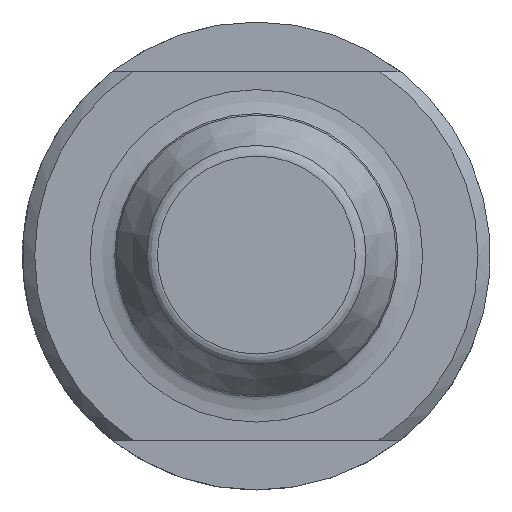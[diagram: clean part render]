
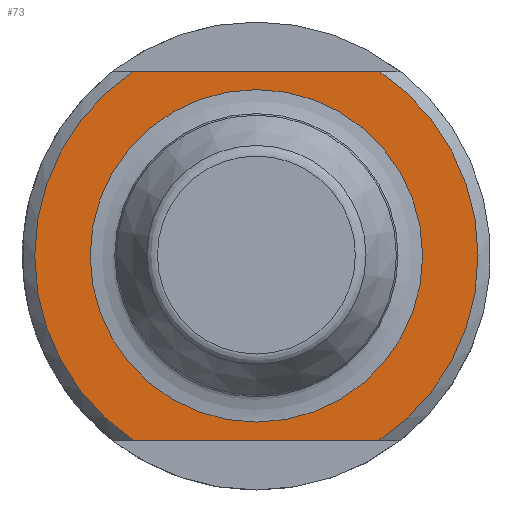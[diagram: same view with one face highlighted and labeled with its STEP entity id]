
A CAD part, top view. The second image highlights one B-rep face of the part: STEP entity #73.
In plain terms, the highlighted planar face has unit normal (0, 0, 1).
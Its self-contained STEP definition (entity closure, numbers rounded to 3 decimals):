
#38=PLANE('',#464);
#73=ADVANCED_FACE('',(#128,#129),#38,.T.);
#114=LINE('',#708,#122);
#115=LINE('',#709,#123);
#122=VECTOR('',#549,1.);
#123=VECTOR('',#550,1.);
#128=FACE_BOUND('',#180,.T.);
#129=FACE_BOUND('',#181,.T.);
#180=EDGE_LOOP('',(#251,#252,#253,#254));
#181=EDGE_LOOP('',(#255));
#251=ORIENTED_EDGE('',*,*,#372,.F.);
#252=ORIENTED_EDGE('',*,*,#369,.T.);
#253=ORIENTED_EDGE('',*,*,#373,.T.);
#254=ORIENTED_EDGE('',*,*,#367,.T.);
#255=ORIENTED_EDGE('',*,*,#374,.T.);
#329=VERTEX_POINT('',#688);
#330=VERTEX_POINT('',#690);
#331=VERTEX_POINT('',#697);
#332=VERTEX_POINT('',#698);
#333=VERTEX_POINT('',#711);
#367=EDGE_CURVE('',#330,#329,#405,.T.);
#369=EDGE_CURVE('',#331,#332,#406,.T.);
#372=EDGE_CURVE('',#331,#329,#114,.T.);
#373=EDGE_CURVE('',#332,#330,#115,.T.);
#374=EDGE_CURVE('',#333,#333,#407,.T.);
#405=CIRCLE('',#459,18.);
#406=CIRCLE('',#461,18.);
#407=CIRCLE('',#463,13.5);
#459=AXIS2_PLACEMENT_3D('',#689,#541,#542);
#461=AXIS2_PLACEMENT_3D('',#696,#545,#546);
#463=AXIS2_PLACEMENT_3D('',#710,#551,#552);
#464=AXIS2_PLACEMENT_3D('',#712,#553,#554);
#541=DIRECTION('',(0.,0.,1.));
#542=DIRECTION('',(0.,-1.,0.));
#545=DIRECTION('',(0.,0.,1.));
#546=DIRECTION('',(0.,-1.,0.));
#549=DIRECTION('',(1.,0.,0.));
#550=DIRECTION('',(1.,0.,0.));
#551=DIRECTION('',(0.,0.,-1.));
#552=DIRECTION('',(0.,-1.,0.));
#553=DIRECTION('',(0.,0.,1.));
#554=DIRECTION('',(0.,-1.,0.));
#688=CARTESIAN_POINT('',(9.95,15.,10.));
#689=CARTESIAN_POINT('',(0.,0.,10.));
#690=CARTESIAN_POINT('',(9.95,-15.,10.));
#696=CARTESIAN_POINT('',(0.,0.,10.));
#697=CARTESIAN_POINT('',(-9.95,15.,10.));
#698=CARTESIAN_POINT('',(-9.95,-15.,10.));
#708=CARTESIAN_POINT('',(-20.9,15.,10.));
#709=CARTESIAN_POINT('',(-20.9,-15.,10.));
#710=CARTESIAN_POINT('',(0.,0.,10.));
#711=CARTESIAN_POINT('',(0.,-13.5,10.));
#712=CARTESIAN_POINT('',(0.,8.5,10.));
